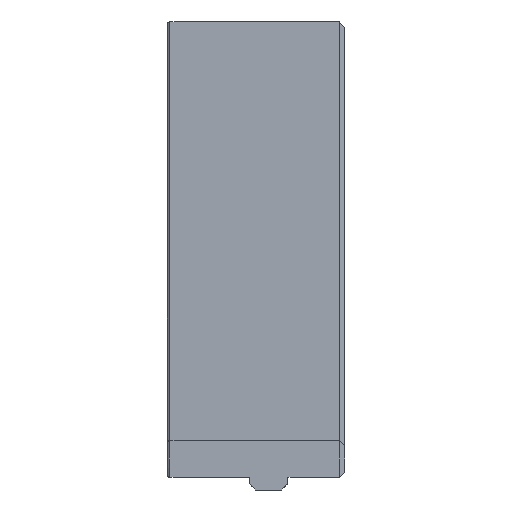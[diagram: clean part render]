
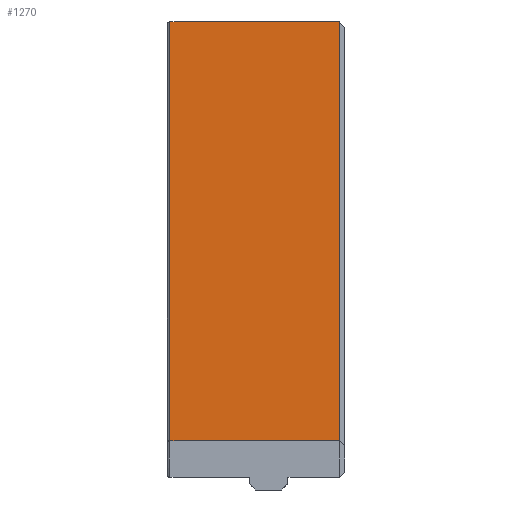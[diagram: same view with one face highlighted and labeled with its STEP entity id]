
A CAD part, left-side view. The second image highlights one B-rep face of the part: STEP entity #1270.
In plain terms, the highlighted planar face has unit normal (-1, 0, 0).
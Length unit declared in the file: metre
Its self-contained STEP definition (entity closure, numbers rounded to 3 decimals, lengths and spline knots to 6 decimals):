
#54=PLANE('',#1374);
#186=ORIENTED_EDGE('',*,*,#549,.T.);
#187=ORIENTED_EDGE('',*,*,#550,.T.);
#188=ORIENTED_EDGE('',*,*,#551,.T.);
#189=ORIENTED_EDGE('',*,*,#552,.T.);
#549=EDGE_CURVE('',#725,#726,#838,.T.);
#550=EDGE_CURVE('',#726,#727,#839,.T.);
#551=EDGE_CURVE('',#727,#728,#840,.T.);
#552=EDGE_CURVE('',#728,#725,#841,.F.);
#725=VERTEX_POINT('',#1990);
#726=VERTEX_POINT('',#1991);
#727=VERTEX_POINT('',#1993);
#728=VERTEX_POINT('',#1995);
#838=LINE('',#1989,#971);
#839=LINE('',#1992,#972);
#840=LINE('',#1994,#973);
#841=LINE('',#1996,#974);
#971=VECTOR('',#1581,1.);
#972=VECTOR('',#1582,1.);
#973=VECTOR('',#1583,1.);
#974=VECTOR('',#1584,1.);
#1078=EDGE_LOOP('',(#186,#187,#188,#189));
#1162=FACE_BOUND('',#1078,.T.);
#1270=ADVANCED_FACE('',(#1162),#54,.T.);
#1374=AXIS2_PLACEMENT_3D('',#1988,#1579,#1580);
#1579=DIRECTION('',(-1.,0.,0.));
#1580=DIRECTION('',(0.,0.,-1.));
#1581=DIRECTION('',(0.,-1.,0.));
#1582=DIRECTION('',(0.,0.,1.));
#1583=DIRECTION('',(0.,1.,0.));
#1584=DIRECTION('',(0.,0.,1.));
#1988=CARTESIAN_POINT('',(-0.0225,0.00025,0.019));
#1989=CARTESIAN_POINT('',(-0.0225,0.00125,-0.0141));
#1990=CARTESIAN_POINT('',(-0.0225,0.00805,-0.0141));
#1991=CARTESIAN_POINT('',(-0.0225,-0.00535,-0.0141));
#1992=CARTESIAN_POINT('',(-0.0225,-0.00535,0.019));
#1993=CARTESIAN_POINT('',(-0.0225,-0.00535,0.019));
#1994=CARTESIAN_POINT('',(-0.0225,0.00725,0.019));
#1995=CARTESIAN_POINT('',(-0.0225,0.00805,0.019));
#1996=CARTESIAN_POINT('',(-0.0225,0.00805,0.019));
